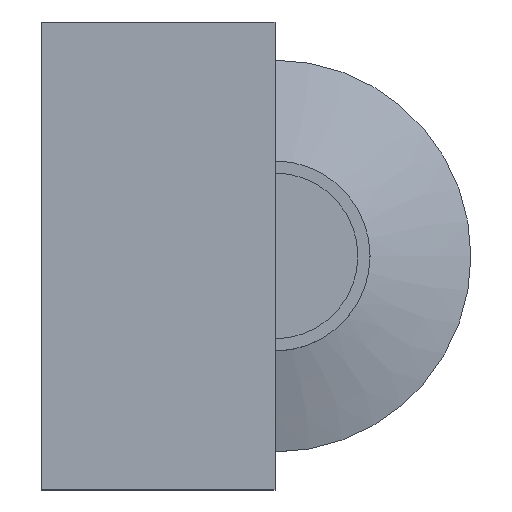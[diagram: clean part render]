
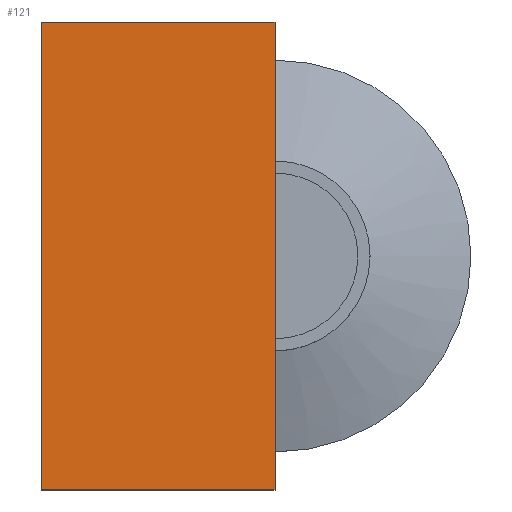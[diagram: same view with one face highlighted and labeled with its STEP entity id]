
A CAD part, top view. The second image highlights one B-rep face of the part: STEP entity #121.
In plain terms, the highlighted planar face has unit normal (0, 0, 1).
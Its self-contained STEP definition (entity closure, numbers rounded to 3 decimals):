
#42=CARTESIAN_POINT('',(-0.,-40.,22.721));
#43=VERTEX_POINT('',#42);
#50=CARTESIAN_POINT('',(-40.,-40.,22.721));
#51=VERTEX_POINT('',#50);
#52=CARTESIAN_POINT('',(-0.,-40.,22.721));
#53=DIRECTION('',(-1.,-0.,0.));
#54=VECTOR('',#53,40.);
#55=LINE('',#52,#54);
#56=EDGE_CURVE('',#43,#51,#55,.T.);
#81=CARTESIAN_POINT('',(-40.,40.,22.721));
#82=VERTEX_POINT('',#81);
#83=CARTESIAN_POINT('',(-40.,-40.,22.721));
#84=DIRECTION('',(-0.,1.,-0.));
#85=VECTOR('',#84,80.);
#86=LINE('',#83,#85);
#87=EDGE_CURVE('',#51,#82,#86,.T.);
#98=CARTESIAN_POINT('',(0.,20.,22.721));
#99=DIRECTION('',(0.,0.,-1.));
#100=DIRECTION('',(-1.,0.,0.));
#101=AXIS2_PLACEMENT_3D('',#98,#99,#100);
#102=PLANE('',#101);
#103=ORIENTED_EDGE('',*,*,#56,.F.);
#104=CARTESIAN_POINT('',(0.,40.,22.721));
#105=VERTEX_POINT('',#104);
#106=CARTESIAN_POINT('',(0.,40.,22.721));
#107=DIRECTION('',(-0.,-1.,-0.));
#108=VECTOR('',#107,80.);
#109=LINE('',#106,#108);
#110=EDGE_CURVE('',#105,#43,#109,.T.);
#111=ORIENTED_EDGE('',*,*,#110,.F.);
#112=CARTESIAN_POINT('',(-40.,40.,22.721));
#113=DIRECTION('',(1.,-0.,-0.));
#114=VECTOR('',#113,40.);
#115=LINE('',#112,#114);
#116=EDGE_CURVE('',#82,#105,#115,.T.);
#117=ORIENTED_EDGE('',*,*,#116,.F.);
#118=ORIENTED_EDGE('',*,*,#87,.F.);
#119=EDGE_LOOP('',(#103,#111,#117,#118));
#120=FACE_BOUND('',#119,.T.);
#121=ADVANCED_FACE('',(#120),#102,.F.);
